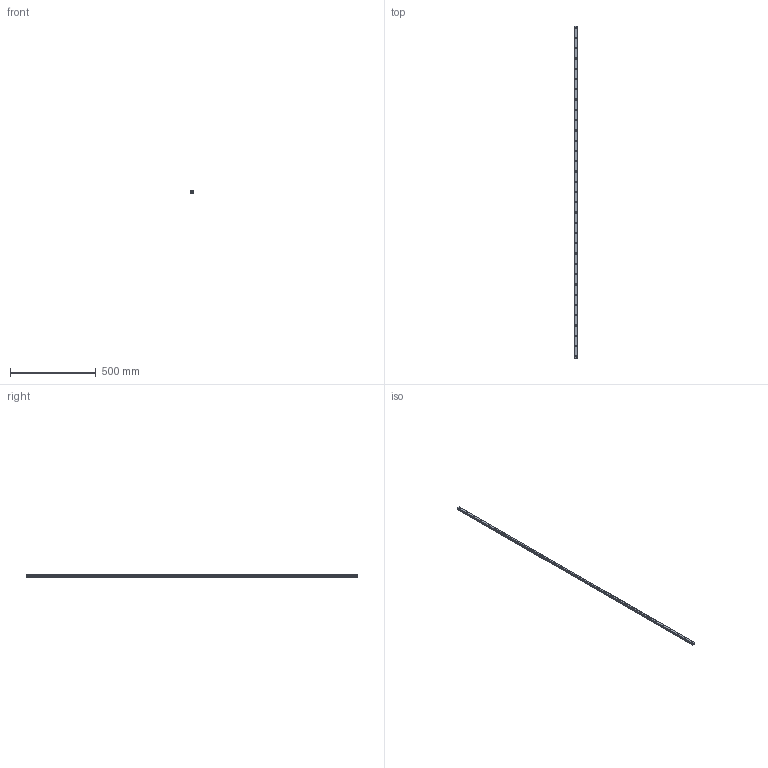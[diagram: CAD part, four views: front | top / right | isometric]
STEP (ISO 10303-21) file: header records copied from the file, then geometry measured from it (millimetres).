
FILE_DESCRIPTION(('STEP AP214'),'1');
FILE_NAME('cctmp_22C41E4F-2E07-473D-9B43-60E9576ACB78_2021_02_02_11_46_37_0310..stp','2021-02-02T10:46:37',('HIWIN GmbH'),('CADClick - www.CADClick.com'),'Spatial InterOp 3D',' ','unknown authorization');
FILE_SCHEMA(('AUTOMOTIVE_DESIGN'));
Length unit declared in the file: millimetre
Products named in the file (1): EGR15U1940C_FILE
Bounding box: 15 x 1940 x 12.5 mm (x, y, z)
Volume: 308829.2 mm3; surface area: 118429.5 mm2
Topology: 1 solids, 1 shells, 433 faces, 1083 edges, 722 vertices
Faces by surface type: plane 217, cylinder 216
Entity records: 16689 total; most frequent: DIRECTION 2515, CARTESIAN_POINT 2239, ORIENTED_EDGE 2166, EDGE_CURVE 1083, AXIS2_PLACEMENT_3D 998, VERTEX_POINT 722, LINE 519, VECTOR 519
